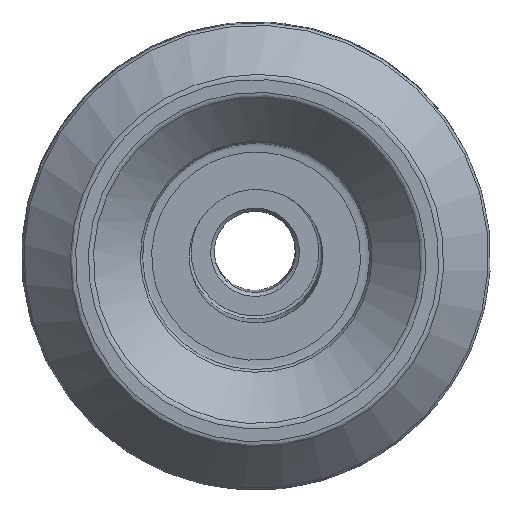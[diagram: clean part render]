
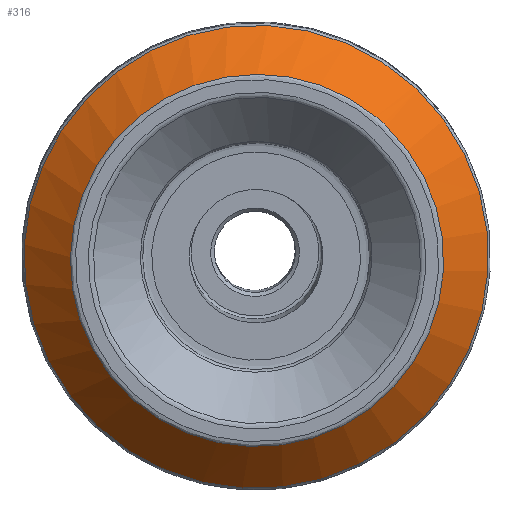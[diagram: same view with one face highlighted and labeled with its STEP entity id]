
A CAD part, front view. The second image highlights one B-rep face of the part: STEP entity #316.
In plain terms, the highlighted face is a revolution surface.
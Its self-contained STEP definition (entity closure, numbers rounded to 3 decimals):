
#316=ADVANCED_FACE('',(#547,#548),#403,.T.);
#403=SURFACE_OF_REVOLUTION('',#424,#417);
#417=AXIS1_PLACEMENT('',#2276,#1854);
#424=LINE('',#2275,#474);
#474=VECTOR('',#1853,8.945);
#547=FACE_BOUND('',#633,.T.);
#548=FACE_BOUND('',#634,.T.);
#633=EDGE_LOOP('',(#765));
#634=EDGE_LOOP('',(#766));
#765=ORIENTED_EDGE('',*,*,#1186,.F.);
#766=ORIENTED_EDGE('',*,*,#1185,.T.);
#1071=VERTEX_POINT('',#2270);
#1072=VERTEX_POINT('',#2274);
#1185=EDGE_CURVE('',#1071,#1071,#1345,.T.);
#1186=EDGE_CURVE('',#1072,#1072,#1346,.T.);
#1345=CIRCLE('',#1622,25.263);
#1346=CIRCLE('',#1624,31.434);
#1622=AXIS2_PLACEMENT_3D('',#2269,#1846,#1847);
#1624=AXIS2_PLACEMENT_3D('',#2273,#1851,#1852);
#1846=DIRECTION('',(-0.019,0.997,0.08));
#1847=DIRECTION('',(0.693,-0.045,0.719));
#1851=DIRECTION('',(-0.019,0.997,0.08));
#1852=DIRECTION('',(0.693,-0.045,0.719));
#1853=DIRECTION('',(-0.677,0.693,-0.247));
#1854=DIRECTION('',(-0.019,0.997,0.08));
#2269=CARTESIAN_POINT('',(0.758,-39.574,-3.195));
#2270=CARTESIAN_POINT('',(18.268,-40.706,14.98));
#2273=CARTESIAN_POINT('',(0.642,-33.482,-2.703));
#2274=CARTESIAN_POINT('',(22.428,-34.891,19.912));
#2275=CARTESIAN_POINT('',(-16.833,-38.45,-21.292));
#2276=CARTESIAN_POINT('',(0.,0.,0.));
